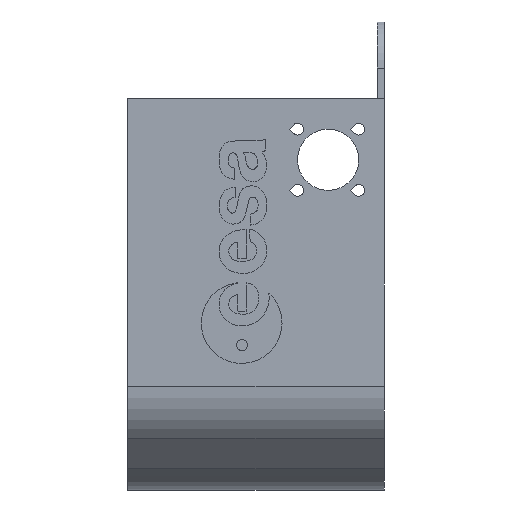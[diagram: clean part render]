
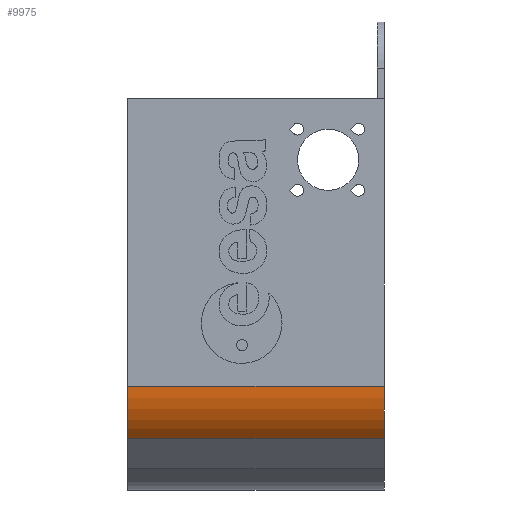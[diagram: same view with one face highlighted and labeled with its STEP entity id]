
A CAD part, left-side view. The second image highlights one B-rep face of the part: STEP entity #9975.
In plain terms, the highlighted cylindrical face has radius 30 mm (diameter 60 mm), a partial arc.
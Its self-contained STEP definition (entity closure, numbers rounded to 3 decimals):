
#152 = VERTEX_POINT ( 'NONE', #15544 ) ;
#656 = AXIS2_PLACEMENT_3D ( 'NONE', #9907, #16628, #16844 ) ;
#1235 = CARTESIAN_POINT ( 'NONE',  ( -51.213, 105., -58.787 ) ) ;
#1443 = CIRCLE ( 'NONE', #6951, 30. ) ;
#1578 = EDGE_LOOP ( 'NONE', ( #13901, #21469, #6923, #16824 ) ) ;
#2221 = DIRECTION ( 'NONE',  ( 0., -1., 0. ) ) ;
#3113 = LINE ( 'NONE', #15486, #14288 ) ;
#3713 = VERTEX_POINT ( 'NONE', #8564 ) ;
#3933 = EDGE_CURVE ( 'NONE', #152, #4352, #5257, .T. ) ;
#4352 = VERTEX_POINT ( 'NONE', #13494 ) ;
#4977 = CARTESIAN_POINT ( 'NONE',  ( -60., 105., -37.574 ) ) ;
#5085 = FACE_OUTER_BOUND ( 'NONE', #1578, .T. ) ;
#5257 = LINE ( 'NONE', #4977, #16660 ) ;
#5973 = DIRECTION ( 'NONE',  ( 0., 1., 0. ) ) ;
#6720 = CIRCLE ( 'NONE', #20631, 30. ) ;
#6923 = ORIENTED_EDGE ( 'NONE', *, *, #14787, .F. ) ;
#6951 = AXIS2_PLACEMENT_3D ( 'NONE', #17566, #5973, #12734 ) ;
#8564 = CARTESIAN_POINT ( 'NONE',  ( -51.213, 0., -58.787 ) ) ;
#9907 = CARTESIAN_POINT ( 'NONE',  ( -30., 105., -37.574 ) ) ;
#9975 = ADVANCED_FACE ( 'NONE', ( #5085 ), #21403, .T. ) ;
#10671 = DIRECTION ( 'NONE',  ( 0., 1., 0. ) ) ;
#12734 = DIRECTION ( 'NONE',  ( 0., 0., 1. ) ) ;
#13494 = CARTESIAN_POINT ( 'NONE',  ( -60., 0., -37.574 ) ) ;
#13736 = EDGE_CURVE ( 'NONE', #3713, #21356, #3113, .T. ) ;
#13901 = ORIENTED_EDGE ( 'NONE', *, *, #17158, .F. ) ;
#14288 = VECTOR ( 'NONE', #10671, 1000. ) ;
#14787 = EDGE_CURVE ( 'NONE', #4352, #3713, #6720, .T. ) ;
#14991 = DIRECTION ( 'NONE',  ( 0., -1., 0. ) ) ;
#15481 = DIRECTION ( 'NONE',  ( 0., 0., 1. ) ) ;
#15486 = CARTESIAN_POINT ( 'NONE',  ( -51.213, 105., -58.787 ) ) ;
#15544 = CARTESIAN_POINT ( 'NONE',  ( -60., 105., -37.574 ) ) ;
#16628 = DIRECTION ( 'NONE',  ( 0., -1., 0. ) ) ;
#16660 = VECTOR ( 'NONE', #14991, 1000. ) ;
#16824 = ORIENTED_EDGE ( 'NONE', *, *, #3933, .F. ) ;
#16844 = DIRECTION ( 'NONE',  ( 0., 0., -1. ) ) ;
#17158 = EDGE_CURVE ( 'NONE', #21356, #152, #1443, .T. ) ;
#17272 = CARTESIAN_POINT ( 'NONE',  ( -30., 0., -37.574 ) ) ;
#17566 = CARTESIAN_POINT ( 'NONE',  ( -30., 105., -37.574 ) ) ;
#20631 = AXIS2_PLACEMENT_3D ( 'NONE', #17272, #2221, #15481 ) ;
#21356 = VERTEX_POINT ( 'NONE', #1235 ) ;
#21403 = CYLINDRICAL_SURFACE ( 'NONE', #656, 30. ) ;
#21469 = ORIENTED_EDGE ( 'NONE', *, *, #13736, .F. ) ;
